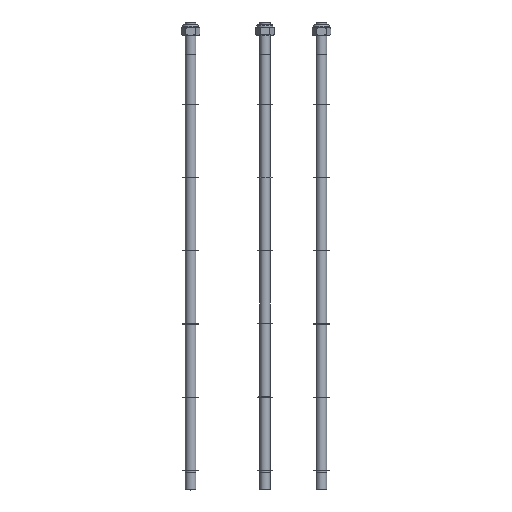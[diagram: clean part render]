
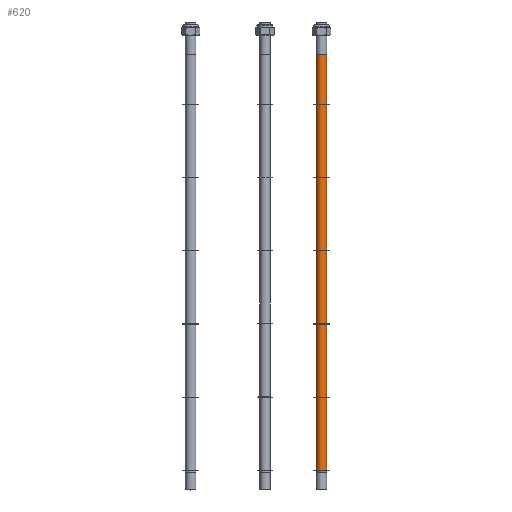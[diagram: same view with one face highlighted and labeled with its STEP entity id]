
A CAD part, top view. The second image highlights one B-rep face of the part: STEP entity #620.
In plain terms, the highlighted cylindrical face has radius 4 mm (diameter 8 mm), a full revolution.
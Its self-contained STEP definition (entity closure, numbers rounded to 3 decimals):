
#232=ORIENTED_EDGE('',*,*,#270,.F.);
#233=ORIENTED_EDGE('',*,*,#272,.F.);
#270=EDGE_CURVE('',#301,#301,#320,.T.);
#272=EDGE_CURVE('',#303,#303,#322,.T.);
#301=VERTEX_POINT('',#1403);
#303=VERTEX_POINT('',#1408);
#320=CIRCLE('',#681,4.);
#322=CIRCLE('',#684,4.);
#365=EDGE_LOOP('',(#232));
#366=EDGE_LOOP('',(#233));
#411=FACE_BOUND('',#365,.T.);
#412=FACE_BOUND('',#366,.T.);
#423=CYLINDRICAL_SURFACE('',#685,4.);
#620=ADVANCED_FACE('',(#411,#412),#423,.T.);
#681=AXIS2_PLACEMENT_3D('',#1402,#802,#803);
#684=AXIS2_PLACEMENT_3D('',#1407,#808,#809);
#685=AXIS2_PLACEMENT_3D('',#1409,#810,#811);
#802=DIRECTION('',(0.,0.,1.));
#803=DIRECTION('',(-1.,0.,0.));
#808=DIRECTION('',(0.,0.,-1.));
#809=DIRECTION('',(-1.,0.,0.));
#810=DIRECTION('',(0.,0.,-1.));
#811=DIRECTION('',(-1.,0.,0.));
#1402=CARTESIAN_POINT('',(0.,0.,344.5));
#1403=CARTESIAN_POINT('',(-4.,0.,344.5));
#1407=CARTESIAN_POINT('',(0.,0.,25.));
#1408=CARTESIAN_POINT('',(-4.,0.,25.));
#1409=CARTESIAN_POINT('',(0.,0.,358.));
